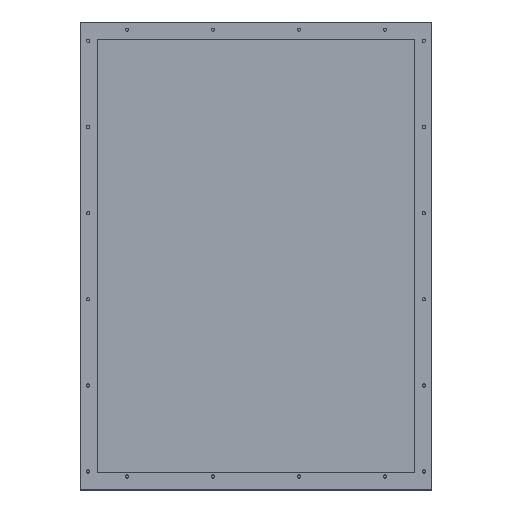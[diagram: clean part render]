
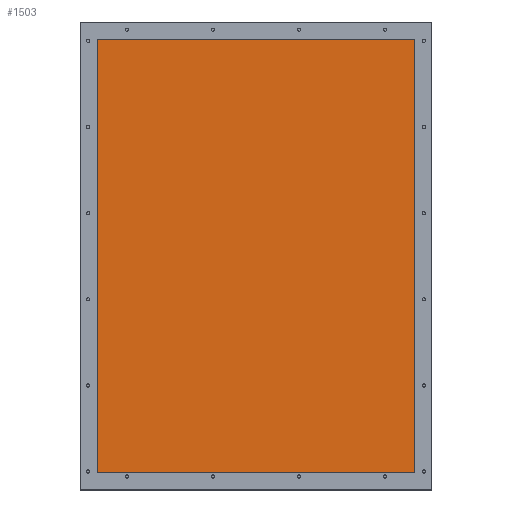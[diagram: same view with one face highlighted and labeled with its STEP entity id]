
A CAD part, top view. The second image highlights one B-rep face of the part: STEP entity #1503.
In plain terms, the highlighted planar face has unit normal (0, 0, 1).
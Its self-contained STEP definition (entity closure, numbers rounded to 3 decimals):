
#141=PLANE('',#1649);
#207=FACE_OUTER_BOUND('',#293,.T.);
#293=EDGE_LOOP('',(#1163,#1164,#1165,#1166));
#383=LINE('',#2433,#483);
#384=LINE('',#2435,#484);
#385=LINE('',#2437,#485);
#386=LINE('',#2438,#486);
#483=VECTOR('',#1959,10.);
#484=VECTOR('',#1960,10.);
#485=VECTOR('',#1961,10.);
#486=VECTOR('',#1962,10.);
#723=VERTEX_POINT('',#2431);
#724=VERTEX_POINT('',#2432);
#725=VERTEX_POINT('',#2434);
#726=VERTEX_POINT('',#2436);
#903=EDGE_CURVE('',#723,#724,#383,.T.);
#904=EDGE_CURVE('',#724,#725,#384,.T.);
#905=EDGE_CURVE('',#725,#726,#385,.T.);
#906=EDGE_CURVE('',#726,#723,#386,.T.);
#1163=ORIENTED_EDGE('',*,*,#903,.T.);
#1164=ORIENTED_EDGE('',*,*,#904,.T.);
#1165=ORIENTED_EDGE('',*,*,#905,.T.);
#1166=ORIENTED_EDGE('',*,*,#906,.T.);
#1503=ADVANCED_FACE('',(#207),#141,.T.);
#1649=AXIS2_PLACEMENT_3D('',#2430,#1957,#1958);
#1957=DIRECTION('center_axis',(0.,0.,1.));
#1958=DIRECTION('ref_axis',(1.,0.,0.));
#1959=DIRECTION('',(0.,-1.,0.));
#1960=DIRECTION('',(1.,0.,0.));
#1961=DIRECTION('',(0.,1.,0.));
#1962=DIRECTION('',(-1.,0.,0.));
#2430=CARTESIAN_POINT('Origin',(0.,0.,
0.));
#2431=CARTESIAN_POINT('',(-276.,377.5,0.));
#2432=CARTESIAN_POINT('',(-276.,-377.5,0.));
#2433=CARTESIAN_POINT('',(-276.,404.5,0.));
#2434=CARTESIAN_POINT('',(276.,-377.5,0.));
#2435=CARTESIAN_POINT('',(-303.,-377.5,0.));
#2436=CARTESIAN_POINT('',(276.,377.5,0.));
#2437=CARTESIAN_POINT('',(276.,-404.5,0.));
#2438=CARTESIAN_POINT('',(303.,377.5,0.));
